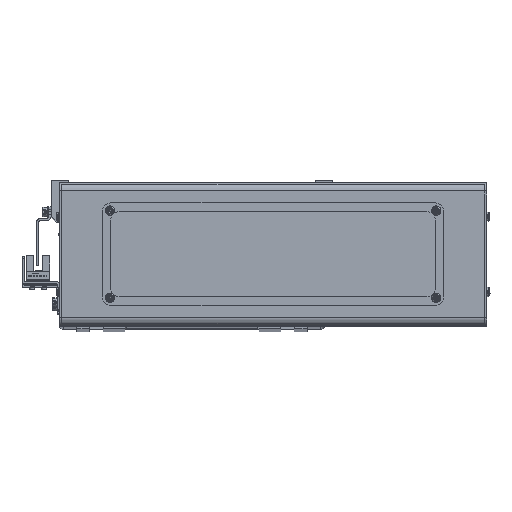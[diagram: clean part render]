
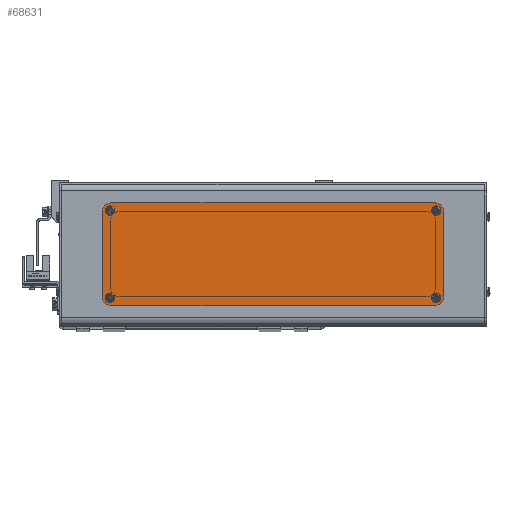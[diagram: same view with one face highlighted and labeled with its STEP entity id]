
A CAD part, top view. The second image highlights one B-rep face of the part: STEP entity #68631.
In plain terms, the highlighted planar face has unit normal (0, 0, 1).
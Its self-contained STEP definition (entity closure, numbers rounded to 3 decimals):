
#1203 = AXIS2_PLACEMENT_3D ( 'NONE', #20301, #65188, #26803 ) ;
#1481 = VERTEX_POINT ( 'NONE', #61142 ) ;
#2580 = CIRCLE ( 'NONE', #39177, 1.7 ) ;
#2823 = DIRECTION ( 'NONE',  ( 0., 0., 1. ) ) ;
#4018 = DIRECTION ( 'NONE',  ( 1., 0., 0. ) ) ;
#4705 = CARTESIAN_POINT ( 'NONE',  ( 95.5, 25.5, 2. ) ) ;
#4924 = EDGE_CURVE ( 'NONE', #26777, #46249, #13167, .T. ) ;
#7072 = EDGE_LOOP ( 'NONE', ( #33840, #8326, #10476, #70146, #17911, #58868, #66958, #57744 ) ) ;
#8113 = CARTESIAN_POINT ( 'NONE',  ( -95., -25., 2. ) ) ;
#8326 = ORIENTED_EDGE ( 'NONE', *, *, #11323, .T. ) ;
#8401 = DIRECTION ( 'NONE',  ( 0., 0., 1. ) ) ;
#8438 = AXIS2_PLACEMENT_3D ( 'NONE', #8113, #8401, #72692 ) ;
#8891 = CARTESIAN_POINT ( 'NONE',  ( 95., -30., 2. ) ) ;
#9550 = AXIS2_PLACEMENT_3D ( 'NONE', #36274, #81122, #42777 ) ;
#9997 = CARTESIAN_POINT ( 'NONE',  ( -97.2, -25.5, 2. ) ) ;
#10147 = VERTEX_POINT ( 'NONE', #59540 ) ;
#10476 = ORIENTED_EDGE ( 'NONE', *, *, #27223, .T. ) ;
#10511 = VERTEX_POINT ( 'NONE', #13792 ) ;
#10950 = EDGE_CURVE ( 'NONE', #55110, #15754, #67947, .T. ) ;
#11138 = DIRECTION ( 'NONE',  ( 1., 0., 0. ) ) ;
#11323 = EDGE_CURVE ( 'NONE', #76882, #20383, #43857, .T. ) ;
#11328 = CARTESIAN_POINT ( 'NONE',  ( -95., 30., 2. ) ) ;
#13118 = CARTESIAN_POINT ( 'NONE',  ( -100., 25., 2. ) ) ;
#13167 = CIRCLE ( 'NONE', #76315, 5. ) ;
#13792 = CARTESIAN_POINT ( 'NONE',  ( -95., 30., 2. ) ) ;
#15213 = AXIS2_PLACEMENT_3D ( 'NONE', #80859, #42533, #4018 ) ;
#15334 = DIRECTION ( 'NONE',  ( 1., 0., 0. ) ) ;
#15754 = VERTEX_POINT ( 'NONE', #9997 ) ;
#15809 = DIRECTION ( 'NONE',  ( 0., 0., 1. ) ) ;
#15955 = DIRECTION ( 'NONE',  ( 0., 0., 1. ) ) ;
#16339 = EDGE_CURVE ( 'NONE', #31107, #20117, #58704, .T. ) ;
#17779 = DIRECTION ( 'NONE',  ( -1., 0., 0. ) ) ;
#17911 = ORIENTED_EDGE ( 'NONE', *, *, #4924, .T. ) ;
#19106 = EDGE_CURVE ( 'NONE', #33327, #10147, #71311, .T. ) ;
#19901 = EDGE_CURVE ( 'NONE', #46249, #10511, #63324, .T. ) ;
#20117 = VERTEX_POINT ( 'NONE', #39447 ) ;
#20301 = CARTESIAN_POINT ( 'NONE',  ( -95.5, -25.5, 2. ) ) ;
#20383 = VERTEX_POINT ( 'NONE', #48629 ) ;
#22099 = AXIS2_PLACEMENT_3D ( 'NONE', #26365, #71236, #32820 ) ;
#22754 = EDGE_CURVE ( 'NONE', #15754, #55110, #73066, .T. ) ;
#22999 = AXIS2_PLACEMENT_3D ( 'NONE', #65205, #26825, #71700 ) ;
#23586 = AXIS2_PLACEMENT_3D ( 'NONE', #4705, #49614, #11138 ) ;
#23723 = EDGE_CURVE ( 'NONE', #10147, #33327, #80894, .T. ) ;
#23783 = CARTESIAN_POINT ( 'NONE',  ( 95.5, 25.5, 2. ) ) ;
#25561 = CARTESIAN_POINT ( 'NONE',  ( -95.5, 25.5, 2. ) ) ;
#25662 = ORIENTED_EDGE ( 'NONE', *, *, #16339, .F. ) ;
#26365 = CARTESIAN_POINT ( 'NONE',  ( -95.5, 25.5, 2. ) ) ;
#26431 = ORIENTED_EDGE ( 'NONE', *, *, #23723, .F. ) ;
#26777 = VERTEX_POINT ( 'NONE', #70037 ) ;
#26803 = DIRECTION ( 'NONE',  ( 1., 0., 0. ) ) ;
#26825 = DIRECTION ( 'NONE',  ( 0., 0., 1. ) ) ;
#27223 = EDGE_CURVE ( 'NONE', #20383, #72253, #35612, .T. ) ;
#28988 = FACE_BOUND ( 'NONE', #33311, .T. ) ;
#29659 = ORIENTED_EDGE ( 'NONE', *, *, #53004, .F. ) ;
#30314 = DIRECTION ( 'NONE',  ( 1., 0., 0. ) ) ;
#30506 = VERTEX_POINT ( 'NONE', #77211 ) ;
#31019 = FACE_OUTER_BOUND ( 'NONE', #7072, .T. ) ;
#31107 = VERTEX_POINT ( 'NONE', #67997 ) ;
#31524 = ORIENTED_EDGE ( 'NONE', *, *, #10950, .F. ) ;
#32034 = DIRECTION ( 'NONE',  ( 1., 0., 0. ) ) ;
#32820 = DIRECTION ( 'NONE',  ( 1., 0., 0. ) ) ;
#33311 = EDGE_LOOP ( 'NONE', ( #26431, #81744 ) ) ;
#33327 = VERTEX_POINT ( 'NONE', #52457 ) ;
#33840 = ORIENTED_EDGE ( 'NONE', *, *, #73403, .T. ) ;
#35064 = DIRECTION ( 'NONE',  ( 0., 1., 0. ) ) ;
#35612 = CIRCLE ( 'NONE', #9550, 5. ) ;
#36274 = CARTESIAN_POINT ( 'NONE',  ( 95., -25., 2. ) ) ;
#36329 = CARTESIAN_POINT ( 'NONE',  ( 100., -25., 2. ) ) ;
#37127 = CIRCLE ( 'NONE', #46296, 5. ) ;
#37482 = CIRCLE ( 'NONE', #78453, 1.7 ) ;
#37553 = AXIS2_PLACEMENT_3D ( 'NONE', #37623, #82433, #44117 ) ;
#37623 = CARTESIAN_POINT ( 'NONE',  ( -95.5, -25.5, 2. ) ) ;
#39177 = AXIS2_PLACEMENT_3D ( 'NONE', #25561, #70437, #32034 ) ;
#39447 = CARTESIAN_POINT ( 'NONE',  ( 97.2, -25.5, 2. ) ) ;
#40669 = ORIENTED_EDGE ( 'NONE', *, *, #82247, .F. ) ;
#41282 = EDGE_CURVE ( 'NONE', #10511, #74587, #37127, .T. ) ;
#41338 = CARTESIAN_POINT ( 'NONE',  ( 95., 25., 2. ) ) ;
#42533 = DIRECTION ( 'NONE',  ( 0., 0., 1. ) ) ;
#42777 = DIRECTION ( 'NONE',  ( 1., 0., 0. ) ) ;
#43304 = LINE ( 'NONE', #48024, #60252 ) ;
#43587 = DIRECTION ( 'NONE',  ( 0., -1., 0. ) ) ;
#43857 = LINE ( 'NONE', #8891, #58809 ) ;
#44117 = DIRECTION ( 'NONE',  ( 1., 0., 0. ) ) ;
#46059 = FACE_BOUND ( 'NONE', #80155, .T. ) ;
#46249 = VERTEX_POINT ( 'NONE', #53376 ) ;
#46296 = AXIS2_PLACEMENT_3D ( 'NONE', #54248, #15809, #60673 ) ;
#47260 = EDGE_LOOP ( 'NONE', ( #75622, #31524 ) ) ;
#47787 = DIRECTION ( 'NONE',  ( 1., 0., 0. ) ) ;
#48024 = CARTESIAN_POINT ( 'NONE',  ( 100., 25., 2. ) ) ;
#48614 = EDGE_CURVE ( 'NONE', #74587, #1481, #77516, .T. ) ;
#48629 = CARTESIAN_POINT ( 'NONE',  ( 95., -30., 2. ) ) ;
#49614 = DIRECTION ( 'NONE',  ( 0., 0., 1. ) ) ;
#52457 = CARTESIAN_POINT ( 'NONE',  ( 97.2, 25.5, 2. ) ) ;
#53004 = EDGE_CURVE ( 'NONE', #30506, #65915, #73733, .T. ) ;
#53376 = CARTESIAN_POINT ( 'NONE',  ( 95., 30., 2. ) ) ;
#54248 = CARTESIAN_POINT ( 'NONE',  ( -95., 25., 2. ) ) ;
#54391 = CARTESIAN_POINT ( 'NONE',  ( 95.5, -25.5, 2. ) ) ;
#55110 = VERTEX_POINT ( 'NONE', #68911 ) ;
#57744 = ORIENTED_EDGE ( 'NONE', *, *, #48614, .T. ) ;
#58704 = CIRCLE ( 'NONE', #15213, 1.7 ) ;
#58809 = VECTOR ( 'NONE', #15334, 1000. ) ;
#58868 = ORIENTED_EDGE ( 'NONE', *, *, #19901, .T. ) ;
#59540 = CARTESIAN_POINT ( 'NONE',  ( 93.8, 25.5, 2. ) ) ;
#59718 = PLANE ( 'NONE',  #8438 ) ;
#59911 = CARTESIAN_POINT ( 'NONE',  ( -93.8, 25.5, 2. ) ) ;
#60252 = VECTOR ( 'NONE', #35064, 1000. ) ;
#60673 = DIRECTION ( 'NONE',  ( 1., 0., 0. ) ) ;
#60809 = DIRECTION ( 'NONE',  ( 1., 0., 0. ) ) ;
#61142 = CARTESIAN_POINT ( 'NONE',  ( -100., -25., 2. ) ) ;
#61219 = ORIENTED_EDGE ( 'NONE', *, *, #73030, .F. ) ;
#61288 = VECTOR ( 'NONE', #17779, 1000. ) ;
#61701 = CIRCLE ( 'NONE', #22999, 5. ) ;
#62215 = CARTESIAN_POINT ( 'NONE',  ( -95., -30., 2. ) ) ;
#63016 = FACE_BOUND ( 'NONE', #47260, .T. ) ;
#63324 = LINE ( 'NONE', #11328, #61288 ) ;
#64581 = EDGE_LOOP ( 'NONE', ( #25662, #40669 ) ) ;
#65188 = DIRECTION ( 'NONE',  ( 0., 0., 1. ) ) ;
#65205 = CARTESIAN_POINT ( 'NONE',  ( -95., -25., 2. ) ) ;
#65915 = VERTEX_POINT ( 'NONE', #59911 ) ;
#66958 = ORIENTED_EDGE ( 'NONE', *, *, #41282, .T. ) ;
#66979 = EDGE_CURVE ( 'NONE', #72253, #26777, #43304, .T. ) ;
#67947 = CIRCLE ( 'NONE', #37553, 1.7 ) ;
#67997 = CARTESIAN_POINT ( 'NONE',  ( 93.8, -25.5, 2. ) ) ;
#68631 = ADVANCED_FACE ( 'NONE', ( #80102, #28988, #31019, #46059, #63016 ), #59718, .T. ) ;
#68702 = DIRECTION ( 'NONE',  ( 0., 0., 1. ) ) ;
#68911 = CARTESIAN_POINT ( 'NONE',  ( -93.8, -25.5, 2. ) ) ;
#69572 = AXIS2_PLACEMENT_3D ( 'NONE', #23783, #68702, #30314 ) ;
#70037 = CARTESIAN_POINT ( 'NONE',  ( 100., 25., 2. ) ) ;
#70146 = ORIENTED_EDGE ( 'NONE', *, *, #66979, .T. ) ;
#70437 = DIRECTION ( 'NONE',  ( 0., 0., 1. ) ) ;
#71236 = DIRECTION ( 'NONE',  ( 0., 0., 1. ) ) ;
#71311 = CIRCLE ( 'NONE', #23586, 1.7 ) ;
#71700 = DIRECTION ( 'NONE',  ( 1., 0., 0. ) ) ;
#72253 = VERTEX_POINT ( 'NONE', #36329 ) ;
#72692 = DIRECTION ( 'NONE',  ( 1., 0., 0. ) ) ;
#73030 = EDGE_CURVE ( 'NONE', #65915, #30506, #2580, .T. ) ;
#73066 = CIRCLE ( 'NONE', #1203, 1.7 ) ;
#73403 = EDGE_CURVE ( 'NONE', #1481, #76882, #61701, .T. ) ;
#73733 = CIRCLE ( 'NONE', #22099, 1.7 ) ;
#74587 = VERTEX_POINT ( 'NONE', #13118 ) ;
#75243 = CARTESIAN_POINT ( 'NONE',  ( -100., -25., 2. ) ) ;
#75622 = ORIENTED_EDGE ( 'NONE', *, *, #22754, .F. ) ;
#76315 = AXIS2_PLACEMENT_3D ( 'NONE', #41338, #2823, #47787 ) ;
#76882 = VERTEX_POINT ( 'NONE', #62215 ) ;
#77211 = CARTESIAN_POINT ( 'NONE',  ( -97.2, 25.5, 2. ) ) ;
#77516 = LINE ( 'NONE', #75243, #79493 ) ;
#78453 = AXIS2_PLACEMENT_3D ( 'NONE', #54391, #15955, #60809 ) ;
#79493 = VECTOR ( 'NONE', #43587, 1000. ) ;
#80102 = FACE_BOUND ( 'NONE', #64581, .T. ) ;
#80155 = EDGE_LOOP ( 'NONE', ( #29659, #61219 ) ) ;
#80859 = CARTESIAN_POINT ( 'NONE',  ( 95.5, -25.5, 2. ) ) ;
#80894 = CIRCLE ( 'NONE', #69572, 1.7 ) ;
#81122 = DIRECTION ( 'NONE',  ( 0., 0., 1. ) ) ;
#81744 = ORIENTED_EDGE ( 'NONE', *, *, #19106, .F. ) ;
#82247 = EDGE_CURVE ( 'NONE', #20117, #31107, #37482, .T. ) ;
#82433 = DIRECTION ( 'NONE',  ( 0., 0., 1. ) ) ;
